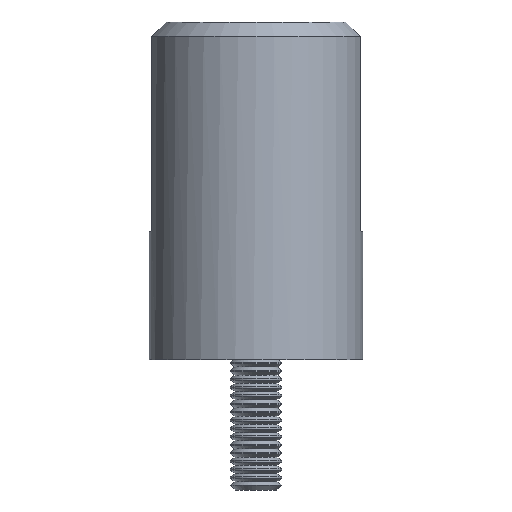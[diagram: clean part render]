
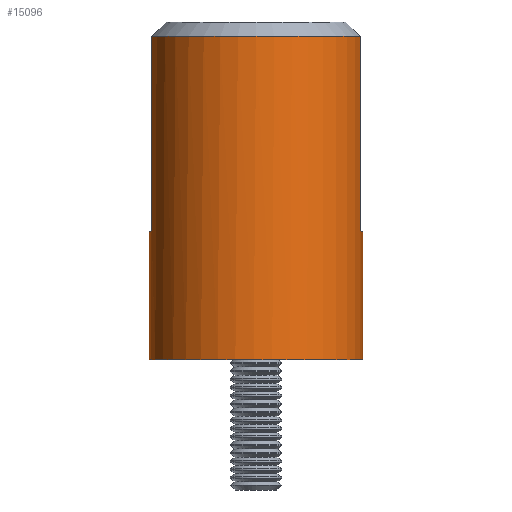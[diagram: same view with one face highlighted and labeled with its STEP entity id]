
A CAD part, front view. The second image highlights one B-rep face of the part: STEP entity #15096.
In plain terms, the highlighted cylindrical face has radius 12.5 mm (diameter 25 mm), a full revolution.
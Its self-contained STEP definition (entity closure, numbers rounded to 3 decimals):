
#307 = EDGE_CURVE ( 'NONE', #9137, #7787, #19500, .T. ) ;
#334 = VECTOR ( 'NONE', #15676, 1000. ) ;
#1245 = ORIENTED_EDGE ( 'NONE', *, *, #16392, .F. ) ;
#1429 = VERTEX_POINT ( 'NONE', #12273 ) ;
#1594 = B_SPLINE_CURVE_WITH_KNOTS ( 'NONE', 3,
 ( #7771, #19491, #21673, #11437, #16437, #4847 ),
 .UNSPECIFIED., .F., .F.,
 ( 4, 2, 4 ),
 ( 0., 0., 0.001 ),
 .UNSPECIFIED. ) ;
#1700 = FACE_OUTER_BOUND ( 'NONE', #14811, .T. ) ;
#2024 = ORIENTED_EDGE ( 'NONE', *, *, #2827, .T. ) ;
#2386 = CARTESIAN_POINT ( 'NONE',  ( 12.247, -2.5, 15.367 ) ) ;
#2519 = DIRECTION ( 'NONE',  ( 0., 0., 1. ) ) ;
#2538 = CARTESIAN_POINT ( 'NONE',  ( 12.294, -2.26, 15.053 ) ) ;
#2827 = EDGE_CURVE ( 'NONE', #1429, #9771, #5395, .T. ) ;
#3068 = ORIENTED_EDGE ( 'NONE', *, *, #13855, .T. ) ;
#3657 = VECTOR ( 'NONE', #11003, 1000. ) ;
#4847 = CARTESIAN_POINT ( 'NONE',  ( -12.339, -2., 15. ) ) ;
#5395 = CIRCLE ( 'NONE', #10413, 12.5 ) ;
#5996 = CARTESIAN_POINT ( 'NONE',  ( 12.259, -2.445, 15.237 ) ) ;
#6456 = EDGE_CURVE ( 'NONE', #9137, #18901, #19868, .T. ) ;
#7400 = CARTESIAN_POINT ( 'NONE',  ( 0., 0., 37.9 ) ) ;
#7771 = CARTESIAN_POINT ( 'NONE',  ( -12.247, -2.5, 15.5 ) ) ;
#7787 = VERTEX_POINT ( 'NONE', #12056 ) ;
#7906 = CARTESIAN_POINT ( 'NONE',  ( 12.5, 0., 0. ) ) ;
#8492 = EDGE_CURVE ( 'NONE', #12186, #7787, #1594, .T. ) ;
#8804 = AXIS2_PLACEMENT_3D ( 'NONE', #11126, #2519, #9295 ) ;
#9137 = VERTEX_POINT ( 'NONE', #16828 ) ;
#9295 = DIRECTION ( 'NONE',  ( 0., -1., 0. ) ) ;
#9312 = CARTESIAN_POINT ( 'NONE',  ( 12.339, -2., 15. ) ) ;
#9771 = VERTEX_POINT ( 'NONE', #16733 ) ;
#10127 = CARTESIAN_POINT ( 'NONE',  ( 0., 0., 0. ) ) ;
#10413 = AXIS2_PLACEMENT_3D ( 'NONE', #7400, #10800, #20602 ) ;
#10552 = CARTESIAN_POINT ( 'NONE',  ( -12.247, -2.5, 15.5 ) ) ;
#10800 = DIRECTION ( 'NONE',  ( 0., 0., -1. ) ) ;
#11003 = DIRECTION ( 'NONE',  ( 0., 0., -1. ) ) ;
#11126 = CARTESIAN_POINT ( 'NONE',  ( 0., 0., 15. ) ) ;
#11437 = CARTESIAN_POINT ( 'NONE',  ( -12.294, -2.26, 15.054 ) ) ;
#11753 = DIRECTION ( 'NONE',  ( 0., 0., 1. ) ) ;
#12056 = CARTESIAN_POINT ( 'NONE',  ( -12.339, -2., 15. ) ) ;
#12164 = AXIS2_PLACEMENT_3D ( 'NONE', #19950, #11753, #21709 ) ;
#12186 = VERTEX_POINT ( 'NONE', #10552 ) ;
#12273 = CARTESIAN_POINT ( 'NONE',  ( 12.247, -2.5, 37.9 ) ) ;
#12287 = CARTESIAN_POINT ( 'NONE',  ( 12.247, -2.5, 39.6 ) ) ;
#13855 = EDGE_CURVE ( 'NONE', #15995, #15995, #15130, .T. ) ;
#14500 = CARTESIAN_POINT ( 'NONE',  ( -12.247, -2.5, 39.6 ) ) ;
#14510 = ORIENTED_EDGE ( 'NONE', *, *, #8492, .T. ) ;
#14581 = CYLINDRICAL_SURFACE ( 'NONE', #8804, 12.5 ) ;
#14811 = EDGE_LOOP ( 'NONE', ( #3068 ) ) ;
#14844 = ORIENTED_EDGE ( 'NONE', *, *, #20278, .T. ) ;
#15096 = ADVANCED_FACE ( 'NONE', ( #19814, #1700 ), #14581, .T. ) ;
#15130 = CIRCLE ( 'NONE', #20869, 12.5 ) ;
#15676 = DIRECTION ( 'NONE',  ( 0., 0., -1. ) ) ;
#15787 = LINE ( 'NONE', #14500, #3657 ) ;
#15995 = VERTEX_POINT ( 'NONE', #7906 ) ;
#16161 = ORIENTED_EDGE ( 'NONE', *, *, #307, .F. ) ;
#16392 = EDGE_CURVE ( 'NONE', #1429, #18901, #19791, .T. ) ;
#16437 = CARTESIAN_POINT ( 'NONE',  ( -12.318, -2.131, 15. ) ) ;
#16733 = CARTESIAN_POINT ( 'NONE',  ( -12.247, -2.5, 37.9 ) ) ;
#16828 = CARTESIAN_POINT ( 'NONE',  ( 12.339, -2., 15. ) ) ;
#17005 = DIRECTION ( 'NONE',  ( 0., 0., 1. ) ) ;
#17566 = ORIENTED_EDGE ( 'NONE', *, *, #6456, .T. ) ;
#18332 = CARTESIAN_POINT ( 'NONE',  ( 12.247, -2.5, 15.5 ) ) ;
#18385 = DIRECTION ( 'NONE',  ( 1., 0., 0. ) ) ;
#18901 = VERTEX_POINT ( 'NONE', #18332 ) ;
#19273 = CARTESIAN_POINT ( 'NONE',  ( 12.318, -2.131, 15. ) ) ;
#19368 = EDGE_LOOP ( 'NONE', ( #1245, #2024, #14844, #14510, #16161, #17566 ) ) ;
#19411 = CARTESIAN_POINT ( 'NONE',  ( 12.247, -2.5, 15.5 ) ) ;
#19491 = CARTESIAN_POINT ( 'NONE',  ( -12.247, -2.5, 15.367 ) ) ;
#19500 = CIRCLE ( 'NONE', #12164, 12.5 ) ;
#19791 = LINE ( 'NONE', #12287, #334 ) ;
#19814 = FACE_OUTER_BOUND ( 'NONE', #19368, .T. ) ;
#19868 = B_SPLINE_CURVE_WITH_KNOTS ( 'NONE', 3,
 ( #9312, #19273, #2538, #5996, #2386, #19411 ),
 .UNSPECIFIED., .F., .F.,
 ( 4, 2, 4 ),
 ( 0., 0., 0.001 ),
 .UNSPECIFIED. ) ;
#19950 = CARTESIAN_POINT ( 'NONE',  ( 0., 0., 15. ) ) ;
#20278 = EDGE_CURVE ( 'NONE', #9771, #12186, #15787, .T. ) ;
#20602 = DIRECTION ( 'NONE',  ( 0., 1., 0. ) ) ;
#20869 = AXIS2_PLACEMENT_3D ( 'NONE', #10127, #17005, #18385 ) ;
#21673 = CARTESIAN_POINT ( 'NONE',  ( -12.259, -2.445, 15.237 ) ) ;
#21709 = DIRECTION ( 'NONE',  ( 0., -1., 0. ) ) ;
